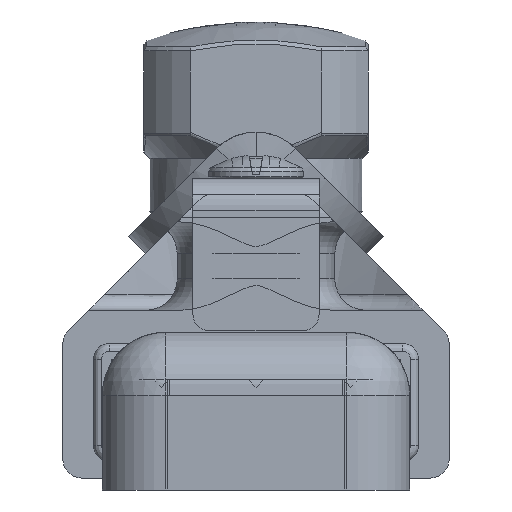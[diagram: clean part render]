
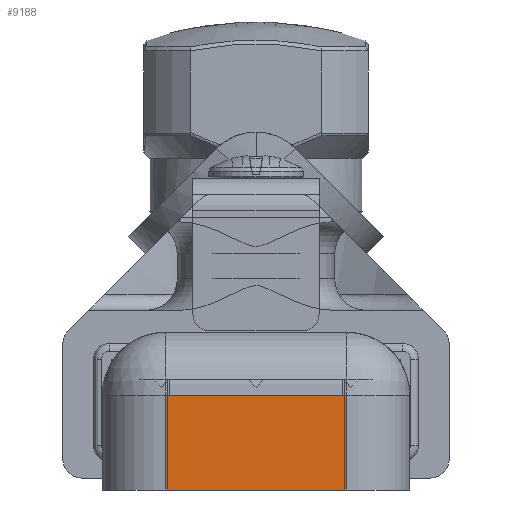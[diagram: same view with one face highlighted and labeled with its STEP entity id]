
A CAD part, front view. The second image highlights one B-rep face of the part: STEP entity #9188.
In plain terms, the highlighted planar face has unit normal (0, -1, 0).
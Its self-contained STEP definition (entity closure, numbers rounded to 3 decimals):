
#550=LINE('',#14425,#1228);
#551=LINE('',#14432,#1229);
#552=LINE('',#14436,#1230);
#553=LINE('',#14437,#1231);
#1228=VECTOR('',#10927,23.);
#1229=VECTOR('',#10938,12.);
#1230=VECTOR('',#10943,12.);
#1231=VECTOR('',#10944,23.);
#1833=PLANE('',#9767);
#2235=FACE_OUTER_BOUND('',#2765,.T.);
#2765=EDGE_LOOP('',(#6498,#6499,#6500,#6501));
#3928=VERTEX_POINT('',#14420);
#3929=VERTEX_POINT('',#14423);
#3930=VERTEX_POINT('',#14431);
#3931=VERTEX_POINT('',#14435);
#4935=EDGE_CURVE('',#3929,#3928,#550,.T.);
#4938=EDGE_CURVE('',#3930,#3928,#551,.T.);
#4940=EDGE_CURVE('',#3931,#3929,#552,.T.);
#4941=EDGE_CURVE('',#3931,#3930,#553,.T.);
#6498=ORIENTED_EDGE('',*,*,#4935,.F.);
#6499=ORIENTED_EDGE('',*,*,#4940,.F.);
#6500=ORIENTED_EDGE('',*,*,#4941,.T.);
#6501=ORIENTED_EDGE('',*,*,#4938,.T.);
#9188=ADVANCED_FACE('',(#2235),#1833,.T.);
#9767=AXIS2_PLACEMENT_3D('',#14434,#10941,#10942);
#10927=DIRECTION('',(1.,0.,0.));
#10938=DIRECTION('',(0.,0.,1.));
#10941=DIRECTION('center_axis',(0.,-1.,0.));
#10942=DIRECTION('ref_axis',(0.,0.,1.));
#10943=DIRECTION('',(0.,0.,1.));
#10944=DIRECTION('',(1.,0.,0.));
#14420=CARTESIAN_POINT('',(-188.5,-793.,-2.));
#14423=CARTESIAN_POINT('',(-211.5,-793.,-2.));
#14425=CARTESIAN_POINT('',(-194.25,-793.,-2.));
#14431=CARTESIAN_POINT('',(-188.5,-793.,-14.));
#14432=CARTESIAN_POINT('',(-188.5,-793.,-14.));
#14434=CARTESIAN_POINT('Origin',(-188.5,-793.,-14.));
#14435=CARTESIAN_POINT('',(-211.5,-793.,-14.));
#14436=CARTESIAN_POINT('',(-211.5,-793.,-14.));
#14437=CARTESIAN_POINT('',(-211.5,-793.,-14.));
